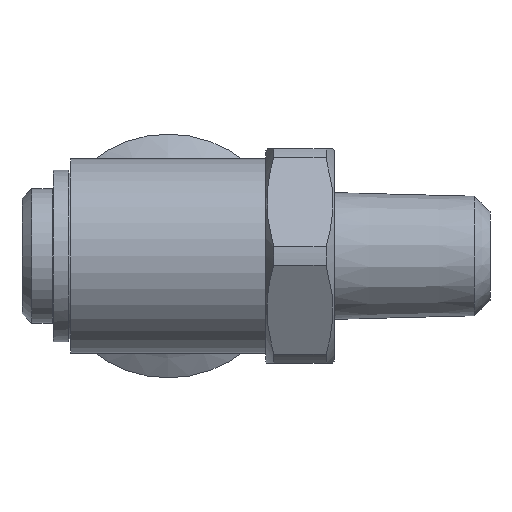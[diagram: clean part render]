
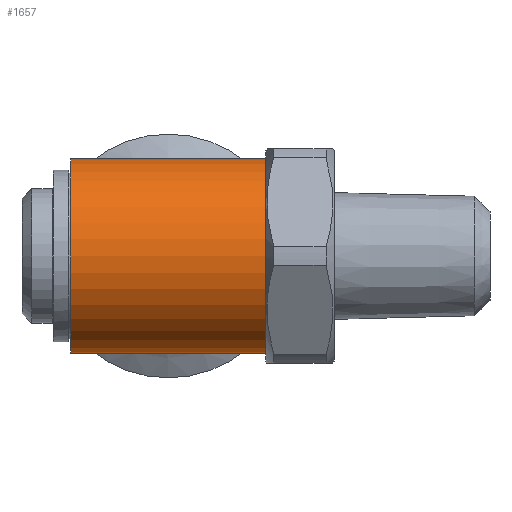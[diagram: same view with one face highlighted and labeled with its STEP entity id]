
A CAD part, left-side view. The second image highlights one B-rep face of the part: STEP entity #1657.
In plain terms, the highlighted cylindrical face has radius 5 mm (diameter 10 mm), a full revolution.
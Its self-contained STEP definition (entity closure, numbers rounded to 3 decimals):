
#38=B_SPLINE_CURVE_WITH_KNOTS('',3,(#2477,#2478,#2479,#2480,#2481,#2482,
#2483,#2484,#2485,#2486,#2487,#2488,#2489,#2490,#2491,#2492,#2493,#2494,
#2495,#2496,#2497,#2498,#2499),.UNSPECIFIED.,.F.,.F.,(4,1,1,1,1,1,1,1,1,
1,1,1,1,1,1,1,1,1,1,1,4),(0.,0.063,0.094,0.125,0.156,0.188,0.25,0.313,
0.375,0.438,0.5,0.563,0.625,0.688,0.75,0.813,0.844,0.875,0.906,
0.938,1.),.UNSPECIFIED.);
#55=B_SPLINE_CURVE_WITH_KNOTS('',3,(#2741,#2742,#2743,#2744,#2745,#2746,
#2747,#2748,#2749,#2750,#2751,#2752,#2753,#2754,#2755,#2756,#2757,#2758,
#2759,#2760,#2761,#2762,#2763),.UNSPECIFIED.,.F.,.F.,(4,1,1,1,1,1,1,1,1,
1,1,1,1,1,1,1,1,1,1,1,4),(0.,0.063,0.094,0.125,0.156,0.188,0.25,0.313,
0.375,0.438,0.5,0.563,0.625,0.688,0.75,0.813,0.844,0.875,0.906,
0.938,1.),.UNSPECIFIED.);
#76=CYLINDRICAL_SURFACE('',#1811,5.);
#134=CIRCLE('',#1758,5.);
#151=CIRCLE('',#1790,5.);
#394=ORIENTED_EDGE('',*,*,#540,.T.);
#395=ORIENTED_EDGE('',*,*,#581,.T.);
#396=ORIENTED_EDGE('',*,*,#535,.T.);
#397=ORIENTED_EDGE('',*,*,#593,.T.);
#535=EDGE_CURVE('',#659,#657,#38,.T.);
#540=EDGE_CURVE('',#663,#663,#134,.T.);
#581=EDGE_CURVE('',#692,#692,#151,.T.);
#593=EDGE_CURVE('',#657,#659,#55,.T.);
#657=VERTEX_POINT('',#2475);
#659=VERTEX_POINT('',#2500);
#663=VERTEX_POINT('',#2558);
#692=VERTEX_POINT('',#2691);
#872=EDGE_LOOP('',(#394));
#873=EDGE_LOOP('',(#395));
#874=EDGE_LOOP('',(#396,#397));
#989=FACE_BOUND('',#872,.T.);
#990=FACE_BOUND('',#873,.T.);
#991=FACE_BOUND('',#874,.T.);
#1657=ADVANCED_FACE('',(#989,#990,#991),#76,.T.);
#1758=AXIS2_PLACEMENT_3D('',#2557,#2022,#2023);
#1790=AXIS2_PLACEMENT_3D('',#2690,#2098,#2099);
#1811=AXIS2_PLACEMENT_3D('',#2740,#2140,#2141);
#2022=DIRECTION('',(0.,-1.,0.));
#2023=DIRECTION('',(0.,0.,-1.));
#2098=DIRECTION('',(0.,1.,0.));
#2099=DIRECTION('',(0.,0.,1.));
#2140=DIRECTION('',(0.,1.,0.));
#2141=DIRECTION('',(0.,0.,1.));
#2475=CARTESIAN_POINT('',(2.887,0.288,-4.082));
#2477=CARTESIAN_POINT('',(2.884,-0.251,4.085));
#2478=CARTESIAN_POINT('',(2.862,0.047,4.1));
#2479=CARTESIAN_POINT('',(2.894,0.514,4.078));
#2480=CARTESIAN_POINT('',(3.022,1.049,3.985));
#2481=CARTESIAN_POINT('',(3.172,1.489,3.867));
#2482=CARTESIAN_POINT('',(3.327,1.851,3.735));
#2483=CARTESIAN_POINT('',(3.584,2.37,3.495));
#2484=CARTESIAN_POINT('',(3.902,2.914,3.147));
#2485=CARTESIAN_POINT('',(4.294,3.514,2.593));
#2486=CARTESIAN_POINT('',(4.627,3.991,1.952));
#2487=CARTESIAN_POINT('',(4.899,4.366,1.118));
#2488=CARTESIAN_POINT('',(5.016,4.52,0.283));
#2489=CARTESIAN_POINT('',(4.993,4.491,-0.595));
#2490=CARTESIAN_POINT('',(4.8,4.229,-1.478));
#2491=CARTESIAN_POINT('',(4.526,3.851,-2.169));
#2492=CARTESIAN_POINT('',(4.137,3.28,-2.838));
#2493=CARTESIAN_POINT('',(3.818,2.774,-3.239));
#2494=CARTESIAN_POINT('',(3.55,2.296,-3.525));
#2495=CARTESIAN_POINT('',(3.377,1.958,-3.69));
#2496=CARTESIAN_POINT('',(3.181,1.516,-3.86));
#2497=CARTESIAN_POINT('',(2.991,0.97,-4.009));
#2498=CARTESIAN_POINT('',(2.909,0.558,-4.067));
#2499=CARTESIAN_POINT('',(2.887,0.288,-4.082));
#2500=CARTESIAN_POINT('',(2.884,-0.251,4.085));
#2557=CARTESIAN_POINT('',(0.,5.,0.));
#2558=CARTESIAN_POINT('',(0.,5.,-5.));
#2690=CARTESIAN_POINT('',(0.,-5.,0.));
#2691=CARTESIAN_POINT('',(0.,-5.,5.));
#2740=CARTESIAN_POINT('',(0.,13.586,0.));
#2741=CARTESIAN_POINT('',(2.887,0.288,-4.082));
#2742=CARTESIAN_POINT('',(2.862,-0.007,-4.1));
#2743=CARTESIAN_POINT('',(2.889,-0.479,-4.082));
#2744=CARTESIAN_POINT('',(3.013,-1.019,-3.991));
#2745=CARTESIAN_POINT('',(3.162,-1.463,-3.875));
#2746=CARTESIAN_POINT('',(3.316,-1.826,-3.745));
#2747=CARTESIAN_POINT('',(3.571,-2.347,-3.508));
#2748=CARTESIAN_POINT('',(3.896,-2.904,-3.155));
#2749=CARTESIAN_POINT('',(4.287,-3.504,-2.605));
#2750=CARTESIAN_POINT('',(4.627,-3.992,-1.952));
#2751=CARTESIAN_POINT('',(4.9,-4.366,-1.118));
#2752=CARTESIAN_POINT('',(5.016,-4.522,-0.279));
#2753=CARTESIAN_POINT('',(4.991,-4.488,0.605));
#2754=CARTESIAN_POINT('',(4.801,-4.231,1.479));
#2755=CARTESIAN_POINT('',(4.504,-3.817,2.216));
#2756=CARTESIAN_POINT('',(4.133,-3.274,2.841));
#2757=CARTESIAN_POINT('',(3.809,-2.76,3.25));
#2758=CARTESIAN_POINT('',(3.539,-2.276,3.535));
#2759=CARTESIAN_POINT('',(3.366,-1.935,3.7));
#2760=CARTESIAN_POINT('',(3.17,-1.489,3.869));
#2761=CARTESIAN_POINT('',(2.982,-0.938,4.015));
#2762=CARTESIAN_POINT('',(2.903,-0.523,4.071));
#2763=CARTESIAN_POINT('',(2.884,-0.251,4.085));
